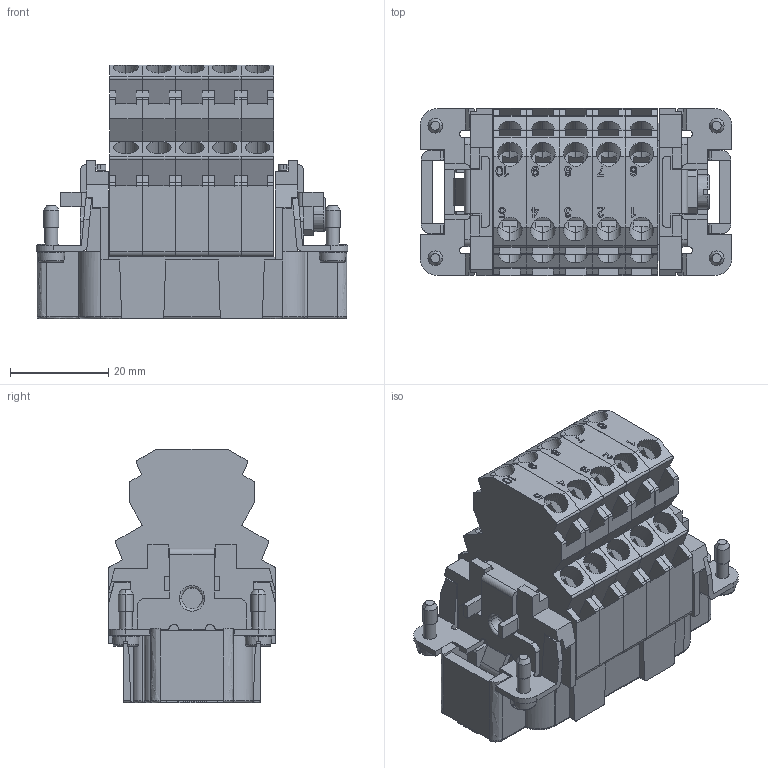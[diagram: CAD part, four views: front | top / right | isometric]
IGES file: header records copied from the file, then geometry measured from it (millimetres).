
Start section: Elysium IGES Interface
Global section: file name: CSSM 10.igs; native system: SolidDesigner 16.00A  16-Aug-2008; preprocessor: CoCreate IGES_3D V2.2; author: Unknown; organization: Unknown; date: 20090806.095011; units: millimetre
Bounding box: 63.5 x 34 x 51.7 mm (x, y, z)
Volume: 44083.4 mm3; surface area: 32302.3 mm2
Topology: 3 solids, 3 shells, 2396 faces, 6671 edges, 4356 vertices
Faces by surface type: bspline 2396
